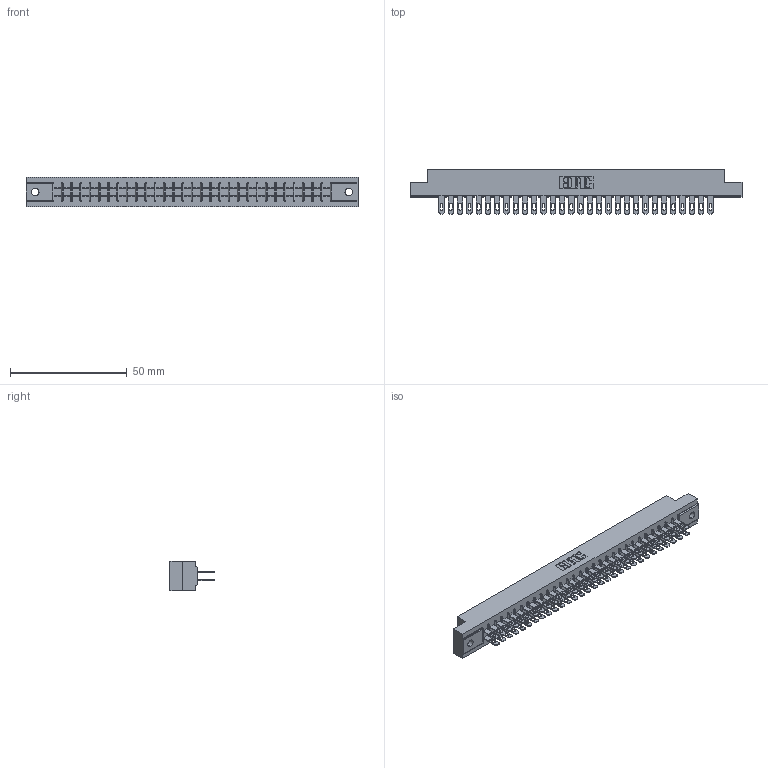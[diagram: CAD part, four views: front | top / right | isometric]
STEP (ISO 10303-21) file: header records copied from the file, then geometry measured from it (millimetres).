
FILE_DESCRIPTION (( 'STEP AP203' ), '1' );
FILE_NAME ('305-060-500-502.STEP', '2019-09-10T00:55:48', ( '' ), ( '' ), 'SwSTEP 2.0', 'SolidWorks 2016', '' );
FILE_SCHEMA (( 'CONFIG_CONTROL_DESIGN' ));
Length unit declared in the file: inch
Products named in the file (3): 305-290-001_500; 305-060-500-502; 305 Part_.128 Dia
Assembly tree (61 placements, depth 2):
  305-060-500-502
    305 Part_.128 Dia
    305-290-001_500  x60
Bounding box: 141.88 x 18.85 x 12.7 mm (x, y, z)
Volume: 14462.7 mm3; surface area: 19695.4 mm2
Topology: 61 solids, 61 shells, 3116 faces, 8926 edges, 5788 vertices
Faces by surface type: plane 1748, cylinder 1248, sphere 120
Entity records: 33967 total; most frequent: CARTESIAN_POINT 5620, ORIENTED_EDGE 5576, DIRECTION 5448, EDGE_CURVE 2788, VECTOR 2240, LINE 2240, VERTEX_POINT 1776, AXIS2_PLACEMENT_3D 1604
